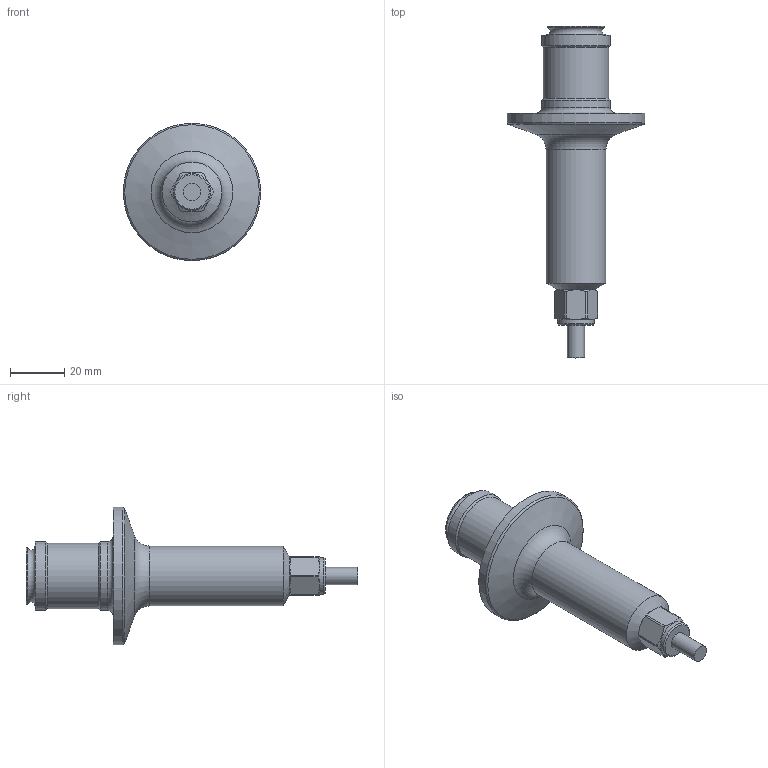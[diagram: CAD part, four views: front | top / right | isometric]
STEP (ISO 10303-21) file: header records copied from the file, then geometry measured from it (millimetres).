
FILE_DESCRIPTION( ( 'Unknown' ), '1' );
FILE_NAME( 'PBMH xxxxxxxx5350xxx.stp', 'Unknown', ( 'Unknown' ), ( 'Unknown' ), 'PSStep 14.0', 'Unknown', ' ' );
FILE_SCHEMA( ( 'AUTOMOTIVE_DESIGN { 1 0 10303 214 1 1 1 1 }' ) );
Length unit declared in the file: millimetre
Products named in the file (1): 11090736
Bounding box: 50.5 x 121.9 x 50.5 mm (x, y, z)
Volume: 51776.7 mm3; surface area: 11682.3 mm2
Topology: 1 solids, 1 shells, 43 faces, 97 edges, 60 vertices
Faces by surface type: cylinder 14, plane 12, cone 12, torus 5
Full cylindrical faces by diameter (mm): 6.3 x1, 13.6 x1, 21 x1, 22 x1, 24 x1, 25.3 x2, 50.5 x1
Entity records: 1480 total; most frequent: CARTESIAN_POINT 282, DIRECTION 182, ORIENTED_EDGE 142, AXIS2_PLACEMENT_3D 85, EDGE_CURVE 71, EDGE_LOOP 66, FACE_OUTER_BOUND 56, VERTEX_POINT 53
